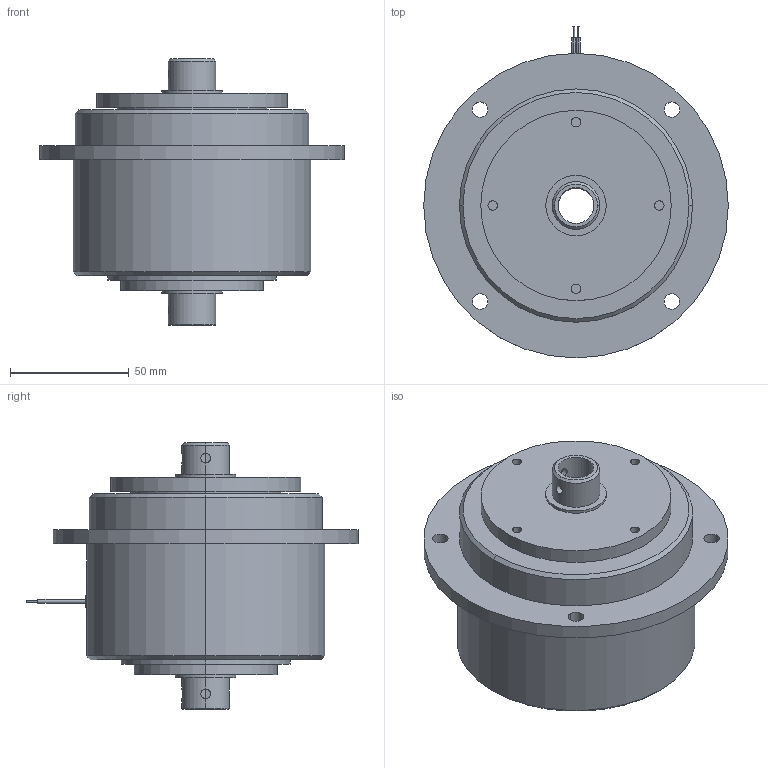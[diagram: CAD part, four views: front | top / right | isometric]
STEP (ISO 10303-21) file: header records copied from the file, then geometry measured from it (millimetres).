
FILE_DESCRIPTION (( 'STEP AP203' ), '1' );
FILE_NAME ('OPC 80N_25441800.STEP', '2020-02-21T01:31:12', ( '' ), ( '' ), 'SwSTEP 2.0', 'SolidWorks 2018', '' );
FILE_SCHEMA (( 'CONFIG_CONTROL_DESIGN' ));
Length unit declared in the file: millimetre
Products named in the file (1): OPC 80N_25441800
Bounding box: 128 x 139.5 x 112 mm (x, y, z)
Volume: 613069.7 mm3; surface area: 61804.1 mm2
Topology: 1 solids, 1 shells, 89 faces, 206 edges, 132 vertices
Faces by surface type: cylinder 62, plane 19, cone 8
Entity records: 3169 total; most frequent: CARTESIAN_POINT 938, DIRECTION 482, ORIENTED_EDGE 412, EDGE_CURVE 206, AXIS2_PLACEMENT_3D 204, VERTEX_POINT 132, EDGE_LOOP 128, CIRCLE 114
